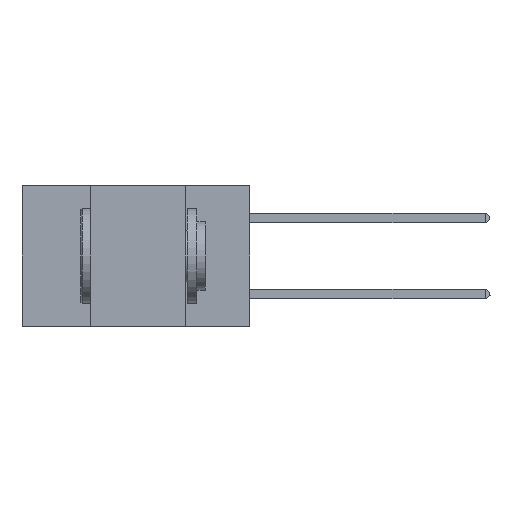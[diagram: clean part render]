
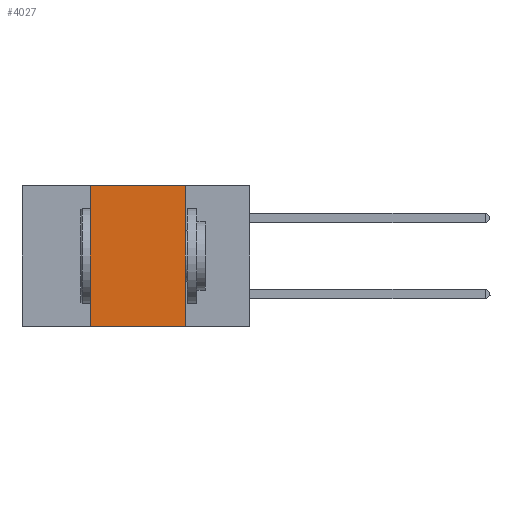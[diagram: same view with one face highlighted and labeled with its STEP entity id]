
A CAD part, left-side view. The second image highlights one B-rep face of the part: STEP entity #4027.
In plain terms, the highlighted planar face has unit normal (-1, 0, 0).
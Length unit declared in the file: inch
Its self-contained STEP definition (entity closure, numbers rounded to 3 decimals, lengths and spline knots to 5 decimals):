
#2244 = VECTOR ( 'NONE', #22484, 39.37008 ) ;
#3263 = LINE ( 'NONE', #25378, #18724 ) ;
#4027 = ADVANCED_FACE ( 'NONE', ( #12529 ), #27954, .F. ) ;
#4192 = LINE ( 'NONE', #24965, #7813 ) ;
#5624 = ORIENTED_EDGE ( 'NONE', *, *, #23722, .F. ) ;
#6011 = CARTESIAN_POINT ( 'NONE',  ( 0., 0.17, 0. ) ) ;
#7813 = VECTOR ( 'NONE', #34511, 39.37008 ) ;
#11071 = EDGE_LOOP ( 'NONE', ( #22779, #5624, #18333, #22063 ) ) ;
#12529 = FACE_OUTER_BOUND ( 'NONE', #11071, .T. ) ;
#12707 = CARTESIAN_POINT ( 'NONE',  ( 0., 0.42, -0.37 ) ) ;
#14945 = VERTEX_POINT ( 'NONE', #12707 ) ;
#16552 = VECTOR ( 'NONE', #22663, 39.37008 ) ;
#16614 = DIRECTION ( 'NONE',  ( 0., 0., -1. ) ) ;
#18333 = ORIENTED_EDGE ( 'NONE', *, *, #21349, .F. ) ;
#18724 = VECTOR ( 'NONE', #16614, 39.37008 ) ;
#18899 = CARTESIAN_POINT ( 'NONE',  ( 0., 0.17, -0.37 ) ) ;
#21349 = EDGE_CURVE ( 'NONE', #14945, #22788, #32691, .T. ) ;
#21526 = CARTESIAN_POINT ( 'NONE',  ( 0., 0.6, 0. ) ) ;
#21819 = DIRECTION ( 'NONE',  ( 1., 0., 0. ) ) ;
#22063 = ORIENTED_EDGE ( 'NONE', *, *, #36652, .T. ) ;
#22212 = CARTESIAN_POINT ( 'NONE',  ( 0., 0.6, 0. ) ) ;
#22484 = DIRECTION ( 'NONE',  ( 0., 0., 1. ) ) ;
#22663 = DIRECTION ( 'NONE',  ( 0., -1., 0. ) ) ;
#22779 = ORIENTED_EDGE ( 'NONE', *, *, #30054, .F. ) ;
#22788 = VERTEX_POINT ( 'NONE', #24102 ) ;
#23722 = EDGE_CURVE ( 'NONE', #22788, #36285, #32044, .T. ) ;
#24102 = CARTESIAN_POINT ( 'NONE',  ( 0., 0.42, 0. ) ) ;
#24361 = VERTEX_POINT ( 'NONE', #18899 ) ;
#24965 = CARTESIAN_POINT ( 'NONE',  ( 0., 0.6, -0.37 ) ) ;
#25378 = CARTESIAN_POINT ( 'NONE',  ( 0., 0.17, 0. ) ) ;
#27508 = AXIS2_PLACEMENT_3D ( 'NONE', #22212, #21819, #30495 ) ;
#27954 = PLANE ( 'NONE',  #27508 ) ;
#28475 = CARTESIAN_POINT ( 'NONE',  ( 0., 0.42, 0. ) ) ;
#30054 = EDGE_CURVE ( 'NONE', #36285, #24361, #3263, .T. ) ;
#30495 = DIRECTION ( 'NONE',  ( 0., 0., -1. ) ) ;
#32044 = LINE ( 'NONE', #21526, #16552 ) ;
#32691 = LINE ( 'NONE', #28475, #2244 ) ;
#34511 = DIRECTION ( 'NONE',  ( 0., -1., 0. ) ) ;
#36285 = VERTEX_POINT ( 'NONE', #6011 ) ;
#36652 = EDGE_CURVE ( 'NONE', #14945, #24361, #4192, .T. ) ;
